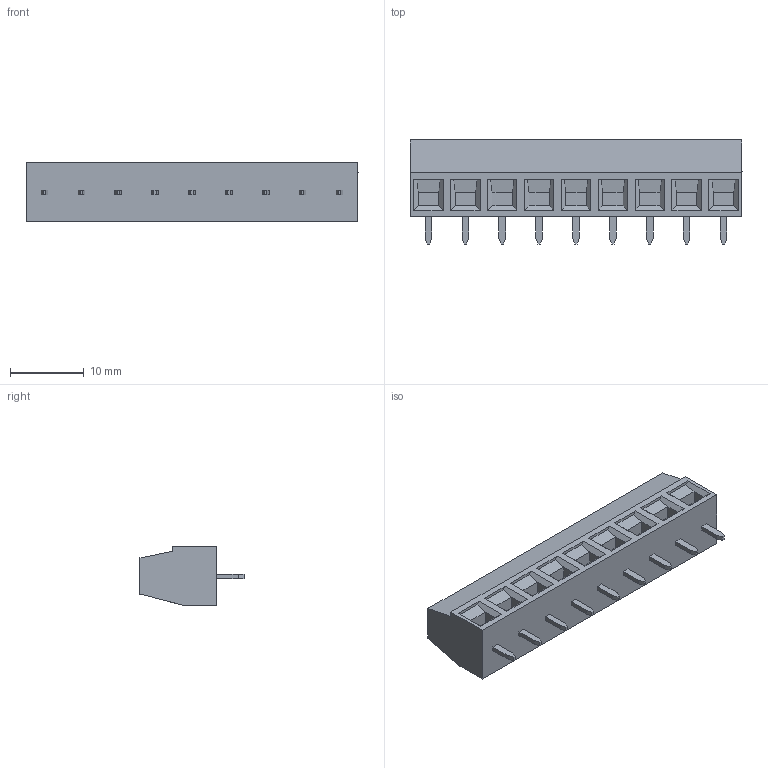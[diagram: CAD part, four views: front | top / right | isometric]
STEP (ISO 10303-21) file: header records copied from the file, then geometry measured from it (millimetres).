
FILE_DESCRIPTION (( 'STEP AP214' ), '1' );
FILE_NAME ('DG127-THR-5.0-09P-4Y-80AH.STEP', '2021-01-03T00:40:14', ( '' ), ( '' ), 'SwSTEP 2.0', 'SolidWorks 2020', '' );
FILE_SCHEMA (( 'AUTOMOTIVE_DESIGN' ));
Length unit declared in the file: millimetre
Products named in the file (1): DG127-THR-5.0-09P-4Y-80AH
Bounding box: 45 x 14.1 x 8.1 mm (x, y, z)
Volume: 2924.8 mm3; surface area: 2636 mm2
Topology: 1 solids, 1 shells, 682 faces, 1794 edges, 1181 vertices
Faces by surface type: plane 471, bspline 148, cylinder 36, torus 27
Entity records: 34067 total; most frequent: CARTESIAN_POINT 12316, ORIENTED_EDGE 3588, DIRECTION 2622, EDGE_CURVE 1794, VECTOR 1264, LINE 1264, VERTEX_POINT 1181, EDGE_LOOP 749
